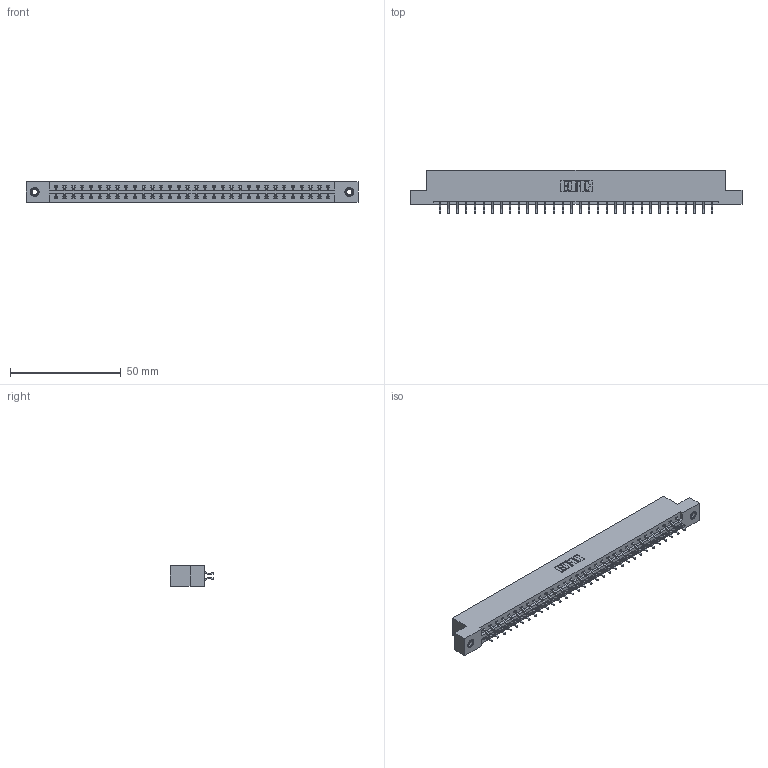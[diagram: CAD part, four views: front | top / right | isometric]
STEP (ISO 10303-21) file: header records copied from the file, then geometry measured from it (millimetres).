
FILE_DESCRIPTION (( 'STEP AP203' ), '1' );
FILE_NAME ('337-064-556-207.STEP', '2019-10-09T22:32:04', ( '' ), ( '' ), 'SwSTEP 2.0', 'SolidWorks 2016', '' );
FILE_SCHEMA (( 'CONFIG_CONTROL_DESIGN' ));
Length unit declared in the file: inch
Products named in the file (4): 337 Part_Flush Mounting Lugs - 0.156 Dia-TI; 345-292-001_556 Tail; 345-250-001_345-250-005-103; 337-064-556-207
Assembly tree (67 placements, depth 2):
  337-064-556-207
    337 Part_Flush Mounting Lugs - 0.156 Dia-TI
    345-292-001_556 Tail  x64
    345-250-001_345-250-005-103  x2
Bounding box: 149.81 x 19.57 x 9.4 mm (x, y, z)
Volume: 15638.9 mm3; surface area: 17551.1 mm2
Topology: 67 solids, 67 shells, 4014 faces, 11903 edges, 7842 vertices
Faces by surface type: plane 2790, cylinder 1208, cone 12, torus 4
Entity records: 27510 total; most frequent: CARTESIAN_POINT 4637, ORIENTED_EDGE 4554, DIRECTION 3983, EDGE_CURVE 2277, LINE 2121, VECTOR 2121, VERTEX_POINT 1512, AXIS2_PLACEMENT_3D 931
